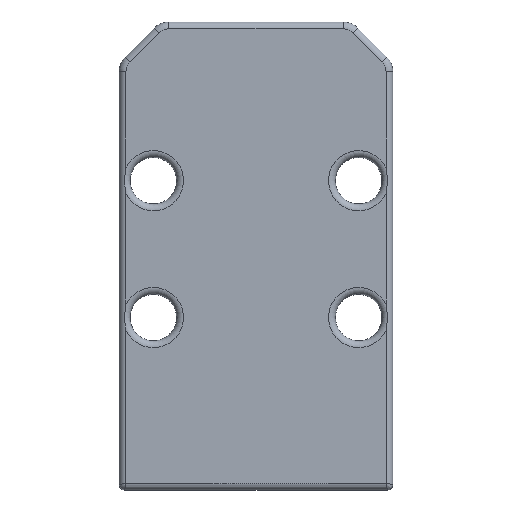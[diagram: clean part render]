
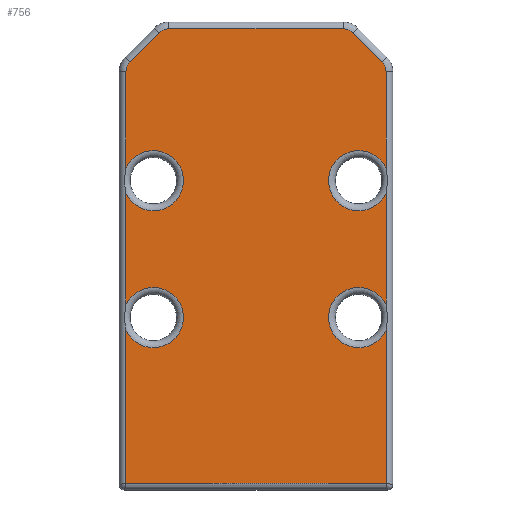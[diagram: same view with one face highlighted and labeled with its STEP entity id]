
A CAD part, front view. The second image highlights one B-rep face of the part: STEP entity #756.
In plain terms, the highlighted planar face has unit normal (0, -1, 0).
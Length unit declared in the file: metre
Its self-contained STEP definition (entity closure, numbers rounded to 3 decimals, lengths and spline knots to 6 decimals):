
#56=CIRCLE('',#828,0.0022);
#57=CIRCLE('',#829,0.0022);
#58=CIRCLE('',#830,0.0022);
#59=CIRCLE('',#831,0.001);
#60=CIRCLE('',#832,0.001);
#61=CIRCLE('',#833,0.001);
#62=CIRCLE('',#834,0.001);
#63=CIRCLE('',#835,0.0022);
#154=ORIENTED_EDGE('',*,*,#378,.T.);
#155=ORIENTED_EDGE('',*,*,#379,.T.);
#156=ORIENTED_EDGE('',*,*,#380,.T.);
#157=ORIENTED_EDGE('',*,*,#381,.T.);
#158=ORIENTED_EDGE('',*,*,#382,.T.);
#159=ORIENTED_EDGE('',*,*,#383,.T.);
#160=ORIENTED_EDGE('',*,*,#384,.T.);
#161=ORIENTED_EDGE('',*,*,#385,.T.);
#162=ORIENTED_EDGE('',*,*,#386,.T.);
#163=ORIENTED_EDGE('',*,*,#387,.T.);
#164=ORIENTED_EDGE('',*,*,#388,.T.);
#165=ORIENTED_EDGE('',*,*,#389,.T.);
#166=ORIENTED_EDGE('',*,*,#390,.T.);
#167=ORIENTED_EDGE('',*,*,#391,.T.);
#168=ORIENTED_EDGE('',*,*,#392,.T.);
#169=ORIENTED_EDGE('',*,*,#393,.T.);
#170=ORIENTED_EDGE('',*,*,#394,.T.);
#171=ORIENTED_EDGE('',*,*,#395,.T.);
#378=EDGE_CURVE('',#490,#491,#550,.T.);
#379=EDGE_CURVE('',#491,#492,#56,.F.);
#380=EDGE_CURVE('',#492,#493,#551,.T.);
#381=EDGE_CURVE('',#493,#494,#552,.F.);
#382=EDGE_CURVE('',#494,#495,#553,.F.);
#383=EDGE_CURVE('',#495,#496,#57,.F.);
#384=EDGE_CURVE('',#496,#497,#554,.F.);
#385=EDGE_CURVE('',#497,#498,#58,.F.);
#386=EDGE_CURVE('',#498,#499,#555,.F.);
#387=EDGE_CURVE('',#499,#500,#59,.T.);
#388=EDGE_CURVE('',#500,#501,#556,.F.);
#389=EDGE_CURVE('',#501,#502,#60,.T.);
#390=EDGE_CURVE('',#502,#503,#557,.T.);
#391=EDGE_CURVE('',#503,#504,#61,.T.);
#392=EDGE_CURVE('',#504,#505,#558,.T.);
#393=EDGE_CURVE('',#505,#506,#62,.T.);
#394=EDGE_CURVE('',#506,#507,#559,.T.);
#395=EDGE_CURVE('',#507,#490,#63,.F.);
#490=VERTEX_POINT('',#1250);
#491=VERTEX_POINT('',#1251);
#492=VERTEX_POINT('',#1253);
#493=VERTEX_POINT('',#1255);
#494=VERTEX_POINT('',#1257);
#495=VERTEX_POINT('',#1259);
#496=VERTEX_POINT('',#1261);
#497=VERTEX_POINT('',#1263);
#498=VERTEX_POINT('',#1265);
#499=VERTEX_POINT('',#1267);
#500=VERTEX_POINT('',#1269);
#501=VERTEX_POINT('',#1271);
#502=VERTEX_POINT('',#1273);
#503=VERTEX_POINT('',#1275);
#504=VERTEX_POINT('',#1277);
#505=VERTEX_POINT('',#1279);
#506=VERTEX_POINT('',#1281);
#507=VERTEX_POINT('',#1283);
#550=LINE('',#1249,#594);
#551=LINE('',#1254,#595);
#552=LINE('',#1256,#596);
#553=LINE('',#1258,#597);
#554=LINE('',#1262,#598);
#555=LINE('',#1266,#599);
#556=LINE('',#1270,#600);
#557=LINE('',#1274,#601);
#558=LINE('',#1278,#602);
#559=LINE('',#1282,#603);
#594=VECTOR('',#979,1.);
#595=VECTOR('',#982,1.);
#596=VECTOR('',#983,1.);
#597=VECTOR('',#984,1.);
#598=VECTOR('',#987,1.);
#599=VECTOR('',#990,1.);
#600=VECTOR('',#993,1.);
#601=VECTOR('',#996,1.);
#602=VECTOR('',#999,1.);
#603=VECTOR('',#1002,1.);
#628=EDGE_LOOP('',(#154,#155,#156,#157,#158,#159,#160,#161,#162,#163,#164,
#165,#166,#167,#168,#169,#170,#171));
#690=FACE_BOUND('',#628,.T.);
#744=PLANE('',#827);
#756=ADVANCED_FACE('',(#690),#744,.T.);
#827=AXIS2_PLACEMENT_3D('',#1248,#977,#978);
#828=AXIS2_PLACEMENT_3D('',#1252,#980,#981);
#829=AXIS2_PLACEMENT_3D('',#1260,#985,#986);
#830=AXIS2_PLACEMENT_3D('',#1264,#988,#989);
#831=AXIS2_PLACEMENT_3D('',#1268,#991,#992);
#832=AXIS2_PLACEMENT_3D('',#1272,#994,#995);
#833=AXIS2_PLACEMENT_3D('',#1276,#997,#998);
#834=AXIS2_PLACEMENT_3D('',#1280,#1000,#1001);
#835=AXIS2_PLACEMENT_3D('',#1284,#1003,#1004);
#977=DIRECTION('',(0.,-1.,0.));
#978=DIRECTION('',(1.,0.,0.));
#979=DIRECTION('',(0.,0.,-1.));
#980=DIRECTION('',(0.,-1.,0.));
#981=DIRECTION('',(0.,0.,-1.));
#982=DIRECTION('',(0.,0.,-1.));
#983=DIRECTION('',(-1.,0.,0.));
#984=DIRECTION('',(0.,0.,-1.));
#985=DIRECTION('',(0.,-1.,0.));
#986=DIRECTION('',(0.,0.,-1.));
#987=DIRECTION('',(0.,0.,-1.));
#988=DIRECTION('',(0.,-1.,0.));
#989=DIRECTION('',(0.,0.,-1.));
#990=DIRECTION('',(0.,0.,-1.));
#991=DIRECTION('',(0.,-1.,0.));
#992=DIRECTION('',(0.,0.,-1.));
#993=DIRECTION('',(0.707,0.,-0.707));
#994=DIRECTION('',(0.,-1.,0.));
#995=DIRECTION('',(0.,0.,-1.));
#996=DIRECTION('',(-1.,0.,0.));
#997=DIRECTION('',(0.,-1.,0.));
#998=DIRECTION('',(0.,0.,-1.));
#999=DIRECTION('',(-0.707,0.,-0.707));
#1000=DIRECTION('',(0.,-1.,0.));
#1001=DIRECTION('',(0.,0.,-1.));
#1002=DIRECTION('',(0.,0.,-1.));
#1003=DIRECTION('',(0.,-1.,0.));
#1004=DIRECTION('',(0.,0.,-1.));
#1248=CARTESIAN_POINT('',(0.044937,-0.006,0.067425));
#1249=CARTESIAN_POINT('',(0.035437,-0.006,0.050725));
#1250=CARTESIAN_POINT('',(0.035437,-0.006,0.072009));
#1251=CARTESIAN_POINT('',(0.035437,-0.006,0.063842));
#1252=CARTESIAN_POINT('',(0.037437,-0.006,0.062925));
#1253=CARTESIAN_POINT('',(0.035437,-0.006,0.062009));
#1254=CARTESIAN_POINT('',(0.035437,-0.006,0.050725));
#1255=CARTESIAN_POINT('',(0.035437,-0.006,0.050825));
#1256=CARTESIAN_POINT('',(0.044937,-0.006,0.050825));
#1257=CARTESIAN_POINT('',(0.054437,-0.006,0.050825));
#1258=CARTESIAN_POINT('',(0.054437,-0.006,0.067425));
#1259=CARTESIAN_POINT('',(0.054437,-0.006,0.062009));
#1260=CARTESIAN_POINT('',(0.052437,-0.006,0.062925));
#1261=CARTESIAN_POINT('',(0.054437,-0.006,0.063842));
#1262=CARTESIAN_POINT('',(0.054437,-0.006,0.067425));
#1263=CARTESIAN_POINT('',(0.054437,-0.006,0.072009));
#1264=CARTESIAN_POINT('',(0.052437,-0.006,0.072925));
#1265=CARTESIAN_POINT('',(0.054437,-0.006,0.073842));
#1266=CARTESIAN_POINT('',(0.054437,-0.006,0.067425));
#1267=CARTESIAN_POINT('',(0.054437,-0.006,0.080904));
#1268=CARTESIAN_POINT('',(0.053437,-0.006,0.080904));
#1269=CARTESIAN_POINT('',(0.054144,-0.006,0.081611));
#1270=CARTESIAN_POINT('',(0.056633,-0.006,0.079122));
#1271=CARTESIAN_POINT('',(0.052023,-0.006,0.083733));
#1272=CARTESIAN_POINT('',(0.051316,-0.006,0.083025));
#1273=CARTESIAN_POINT('',(0.051316,-0.006,0.084025));
#1274=CARTESIAN_POINT('',(0.038558,-0.006,0.084025));
#1275=CARTESIAN_POINT('',(0.038558,-0.006,0.084025));
#1276=CARTESIAN_POINT('',(0.038558,-0.006,0.083025));
#1277=CARTESIAN_POINT('',(0.037851,-0.006,0.083733));
#1278=CARTESIAN_POINT('',(0.03573,-0.006,0.081611));
#1279=CARTESIAN_POINT('',(0.03573,-0.006,0.081611));
#1280=CARTESIAN_POINT('',(0.036437,-0.006,0.080904));
#1281=CARTESIAN_POINT('',(0.035437,-0.006,0.080904));
#1282=CARTESIAN_POINT('',(0.035437,-0.006,0.050725));
#1283=CARTESIAN_POINT('',(0.035437,-0.006,0.073842));
#1284=CARTESIAN_POINT('',(0.037437,-0.006,0.072925));
